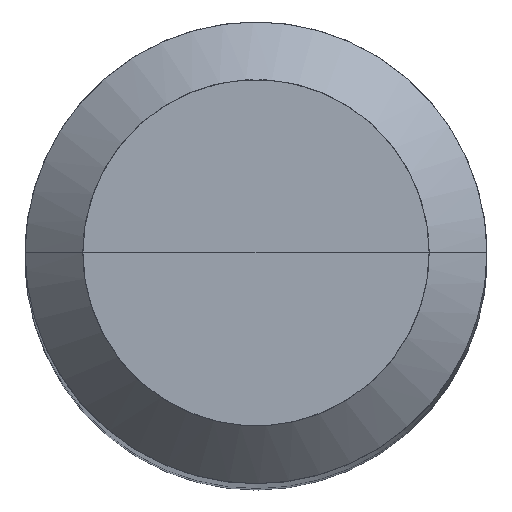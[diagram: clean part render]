
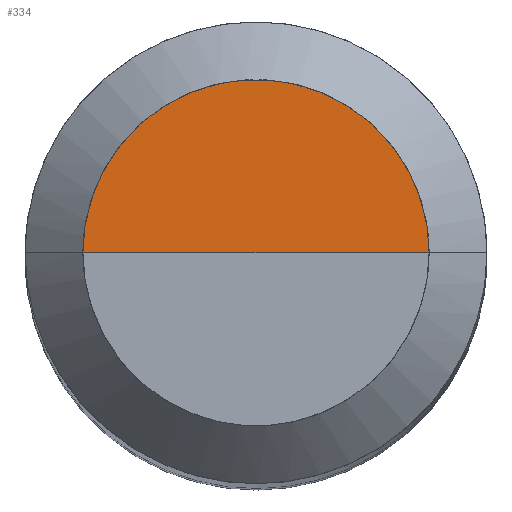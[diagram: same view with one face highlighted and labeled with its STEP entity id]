
A CAD part, top view. The second image highlights one B-rep face of the part: STEP entity #334.
In plain terms, the highlighted free-form (B-spline) face has degree [1, 2] with [2, 5] control points.
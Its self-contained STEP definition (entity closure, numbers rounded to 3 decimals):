
#81=CARTESIAN_POINT('',(-3.,0.,46.));
#85=CARTESIAN_POINT('',(3.,0.,46.));
#86=CARTESIAN_POINT('',(0.,0.,46.));
#108=CARTESIAN_POINT('',(3.,3.,46.));
#109=CARTESIAN_POINT('',(0.,3.,46.));
#110=CARTESIAN_POINT('',(-3.,3.,46.));
#319=(
BOUNDED_SURFACE()
B_SPLINE_SURFACE(1,2,(
(#85,#108,#109,#110,#81),
(#86,#86,#86,#86,#86)
), .UNSPECIFIED.,.F.,.F.,.F.)
B_SPLINE_SURFACE_WITH_KNOTS((2,2),(3,2,3),(
0.,1.),(
0.,0.5,1.), .UNSPECIFIED.)
GEOMETRIC_REPRESENTATION_ITEM()
RATIONAL_B_SPLINE_SURFACE(((1.,0.707,1.,0.707,1.),
(1.,0.707,1.,0.707,1.)
))
REPRESENTATION_ITEM('')
SURFACE()
);
#320=(
BOUNDED_CURVE()
B_SPLINE_CURVE(2,(#81,#110,#109,#108,#85),.UNSPECIFIED.,.F.,.F.)
B_SPLINE_CURVE_WITH_KNOTS((3,2,3),
(0.,0.5,1.),.UNSPECIFIED.)
CURVE()
GEOMETRIC_REPRESENTATION_ITEM()
RATIONAL_B_SPLINE_CURVE((1.,0.707,1.,0.707,1.))
REPRESENTATION_ITEM('')
);
#321=(
BOUNDED_CURVE()
B_SPLINE_CURVE(1,(#85,#86),.UNSPECIFIED.,.F.,.F.)
B_SPLINE_CURVE_WITH_KNOTS((2,2),
(0.,1.),.UNSPECIFIED.)
CURVE()
GEOMETRIC_REPRESENTATION_ITEM()
RATIONAL_B_SPLINE_CURVE((1.,1.))
REPRESENTATION_ITEM('')
);
#322=(
BOUNDED_CURVE()
B_SPLINE_CURVE(1,(#86,#81),.UNSPECIFIED.,.F.,.F.)
B_SPLINE_CURVE_WITH_KNOTS((2,2),
(0.,1.),.UNSPECIFIED.)
CURVE()
GEOMETRIC_REPRESENTATION_ITEM()
RATIONAL_B_SPLINE_CURVE((1.,1.))
REPRESENTATION_ITEM('')
);
#323=VERTEX_POINT('',#81);
#324=VERTEX_POINT('',#85);
#325=VERTEX_POINT('',#86);
#326=EDGE_CURVE('',#323,#324,#320,.T.);
#327=EDGE_CURVE('',#324,#325,#321,.T.);
#328=EDGE_CURVE('',#325,#323,#322,.T.);
#329=ORIENTED_EDGE('',*,*,#326,.T.);
#330=ORIENTED_EDGE('',*,*,#327,.T.);
#331=ORIENTED_EDGE('',*,*,#328,.T.);
#332=EDGE_LOOP('',(#329,#330,#331));
#333=FACE_OUTER_BOUND('',#332,.T.);
#334=ADVANCED_FACE('',(#333),#319,.T.);
